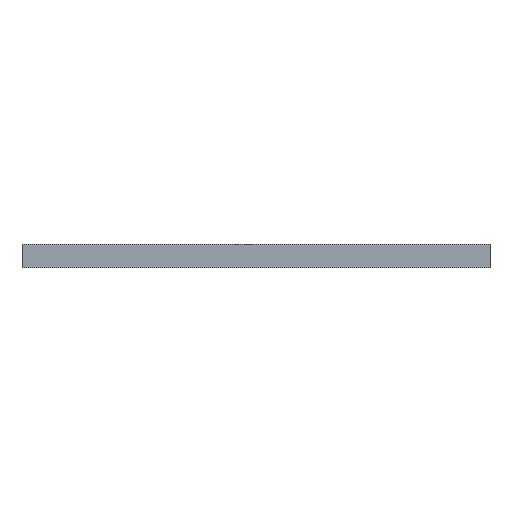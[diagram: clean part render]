
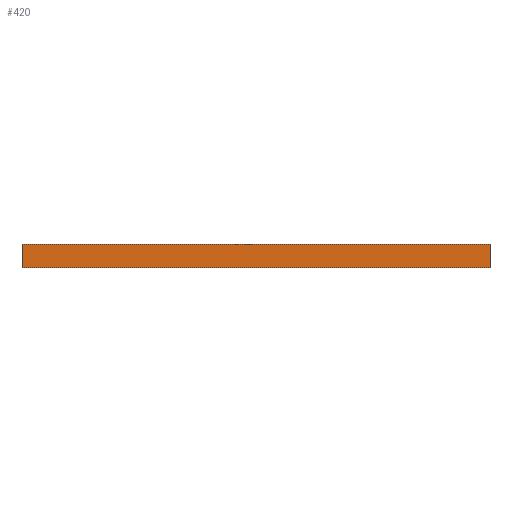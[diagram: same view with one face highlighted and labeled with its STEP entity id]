
A CAD part, front view. The second image highlights one B-rep face of the part: STEP entity #420.
In plain terms, the highlighted planar face has unit normal (0, -1, 0).
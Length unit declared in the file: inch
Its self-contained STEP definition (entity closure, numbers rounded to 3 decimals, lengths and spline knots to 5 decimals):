
#37 = LINE ( 'NONE', #213, #839 ) ;
#83 = CARTESIAN_POINT ( 'NONE',  ( 0.59055, -0.59055, 0.01969 ) ) ;
#213 = CARTESIAN_POINT ( 'NONE',  ( -0.59055, -0.59055, -0.03937 ) ) ;
#288 = LINE ( 'NONE', #3488, #2878 ) ;
#388 = VERTEX_POINT ( 'NONE', #1689 ) ;
#420 = ADVANCED_FACE ( 'NONE', ( #3559 ), #1660, .T. ) ;
#670 = DIRECTION ( 'NONE',  ( 0., -1., 0. ) ) ;
#839 = VECTOR ( 'NONE', #3529, 39.37008 ) ;
#896 = ORIENTED_EDGE ( 'NONE', *, *, #2103, .F. ) ;
#924 = LINE ( 'NONE', #1860, #1980 ) ;
#1161 = DIRECTION ( 'NONE',  ( 0., 0., 1. ) ) ;
#1320 = CARTESIAN_POINT ( 'NONE',  ( -0.59055, -0.59055, 0. ) ) ;
#1437 = CARTESIAN_POINT ( 'NONE',  ( -0.59055, -0.59055, 0.01969 ) ) ;
#1442 = ORIENTED_EDGE ( 'NONE', *, *, #2674, .F. ) ;
#1660 = PLANE ( 'NONE',  #3296 ) ;
#1689 = CARTESIAN_POINT ( 'NONE',  ( -0.59055, -0.59055, -0.03937 ) ) ;
#1714 = LINE ( 'NONE', #3314, #3861 ) ;
#1733 = DIRECTION ( 'NONE',  ( 1., 0., 0. ) ) ;
#1860 = CARTESIAN_POINT ( 'NONE',  ( 0.59055, -0.59055, 0. ) ) ;
#1980 = VECTOR ( 'NONE', #3191, 39.37008 ) ;
#2103 = EDGE_CURVE ( 'NONE', #388, #2136, #288, .T. ) ;
#2123 = VERTEX_POINT ( 'NONE', #3471 ) ;
#2136 = VERTEX_POINT ( 'NONE', #1437 ) ;
#2155 = VERTEX_POINT ( 'NONE', #83 ) ;
#2254 = EDGE_CURVE ( 'NONE', #388, #2123, #37, .T. ) ;
#2674 = EDGE_CURVE ( 'NONE', #2136, #2155, #1714, .T. ) ;
#2878 = VECTOR ( 'NONE', #1161, 39.37008 ) ;
#2895 = ORIENTED_EDGE ( 'NONE', *, *, #2254, .T. ) ;
#2908 = EDGE_CURVE ( 'NONE', #2123, #2155, #924, .T. ) ;
#3024 = DIRECTION ( 'NONE',  ( 1., 0., 0. ) ) ;
#3191 = DIRECTION ( 'NONE',  ( 0., 0., 1. ) ) ;
#3296 = AXIS2_PLACEMENT_3D ( 'NONE', #1320, #670, #3024 ) ;
#3314 = CARTESIAN_POINT ( 'NONE',  ( -0.59055, -0.59055, 0.01969 ) ) ;
#3471 = CARTESIAN_POINT ( 'NONE',  ( 0.59055, -0.59055, -0.03937 ) ) ;
#3488 = CARTESIAN_POINT ( 'NONE',  ( -0.59055, -0.59055, 0. ) ) ;
#3529 = DIRECTION ( 'NONE',  ( 1., 0., 0. ) ) ;
#3559 = FACE_OUTER_BOUND ( 'NONE', #3739, .T. ) ;
#3739 = EDGE_LOOP ( 'NONE', ( #896, #2895, #4310, #1442 ) ) ;
#3861 = VECTOR ( 'NONE', #1733, 39.37008 ) ;
#4310 = ORIENTED_EDGE ( 'NONE', *, *, #2908, .T. ) ;
